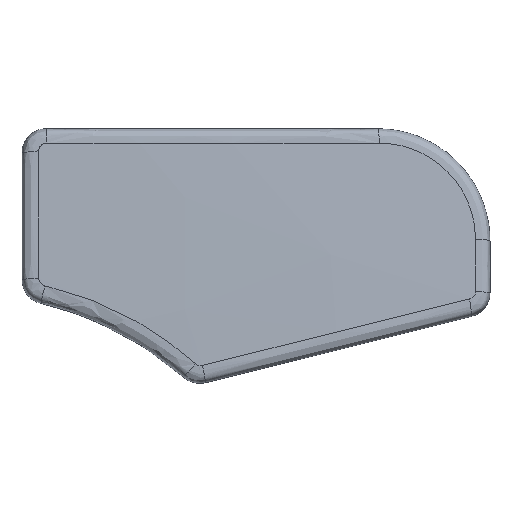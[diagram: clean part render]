
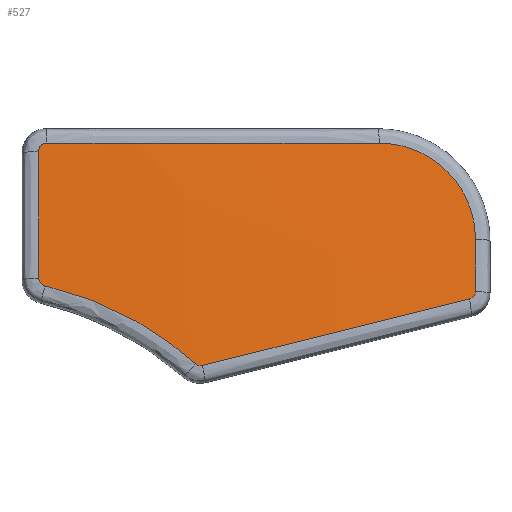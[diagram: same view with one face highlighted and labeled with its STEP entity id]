
A CAD part, top view. The second image highlights one B-rep face of the part: STEP entity #527.
In plain terms, the highlighted spherical face has radius 350 mm.
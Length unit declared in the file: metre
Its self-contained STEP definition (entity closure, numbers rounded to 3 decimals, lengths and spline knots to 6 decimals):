
#30=SPHERICAL_SURFACE('',#592,0.35);
#52=B_SPLINE_CURVE_WITH_KNOTS('',3,(#863,#864,#865,#866),.UNSPECIFIED.,
 .F.,.F.,(4,4),(0.,1.),.UNSPECIFIED.);
#53=B_SPLINE_CURVE_WITH_KNOTS('',3,(#869,#870,#871,#872),.UNSPECIFIED.,
 .F.,.F.,(4,4),(0.,1.),.UNSPECIFIED.);
#54=B_SPLINE_CURVE_WITH_KNOTS('',3,(#874,#875,#876,#877),.UNSPECIFIED.,
 .F.,.F.,(4,4),(0.,1.),.UNSPECIFIED.);
#55=B_SPLINE_CURVE_WITH_KNOTS('',3,(#879,#880,#881,#882),.UNSPECIFIED.,
 .F.,.F.,(4,4),(0.,1.),.UNSPECIFIED.);
#56=B_SPLINE_CURVE_WITH_KNOTS('',3,(#884,#885,#886,#887,#888,#889,#890),
 .UNSPECIFIED.,.F.,.F.,(4,1,1,1,4),(0.,0.25,0.5,0.75,1.),.UNSPECIFIED.);
#57=B_SPLINE_CURVE_WITH_KNOTS('',3,(#892,#893,#894,#895),.UNSPECIFIED.,
 .F.,.F.,(4,4),(0.,1.),.UNSPECIFIED.);
#58=B_SPLINE_CURVE_WITH_KNOTS('',3,(#897,#898,#899,#900),.UNSPECIFIED.,
 .F.,.F.,(4,4),(0.,1.),.UNSPECIFIED.);
#59=B_SPLINE_CURVE_WITH_KNOTS('',3,(#902,#903,#904,#905),.UNSPECIFIED.,
 .F.,.F.,(4,4),(0.,1.),.UNSPECIFIED.);
#60=B_SPLINE_CURVE_WITH_KNOTS('',3,(#907,#908,#909,#910),.UNSPECIFIED.,
 .F.,.F.,(4,4),(0.,1.),.UNSPECIFIED.);
#61=B_SPLINE_CURVE_WITH_KNOTS('',3,(#912,#913,#914,#915,#916,#917),
 .UNSPECIFIED.,.F.,.F.,(4,1,1,4),(0.,0.25,0.5,1.),.UNSPECIFIED.);
#142=ORIENTED_EDGE('',*,*,#284,.T.);
#143=ORIENTED_EDGE('',*,*,#285,.T.);
#144=ORIENTED_EDGE('',*,*,#286,.T.);
#145=ORIENTED_EDGE('',*,*,#287,.T.);
#146=ORIENTED_EDGE('',*,*,#288,.T.);
#147=ORIENTED_EDGE('',*,*,#289,.T.);
#148=ORIENTED_EDGE('',*,*,#290,.T.);
#149=ORIENTED_EDGE('',*,*,#291,.T.);
#150=ORIENTED_EDGE('',*,*,#292,.T.);
#151=ORIENTED_EDGE('',*,*,#293,.T.);
#284=EDGE_CURVE('',#350,#351,#52,.T.);
#285=EDGE_CURVE('',#351,#352,#53,.T.);
#286=EDGE_CURVE('',#352,#353,#54,.T.);
#287=EDGE_CURVE('',#353,#354,#55,.T.);
#288=EDGE_CURVE('',#354,#355,#56,.T.);
#289=EDGE_CURVE('',#355,#356,#57,.T.);
#290=EDGE_CURVE('',#356,#357,#58,.T.);
#291=EDGE_CURVE('',#357,#358,#59,.T.);
#292=EDGE_CURVE('',#358,#359,#60,.T.);
#293=EDGE_CURVE('',#359,#350,#61,.T.);
#350=VERTEX_POINT('',#867);
#351=VERTEX_POINT('',#868);
#352=VERTEX_POINT('',#873);
#353=VERTEX_POINT('',#878);
#354=VERTEX_POINT('',#883);
#355=VERTEX_POINT('',#891);
#356=VERTEX_POINT('',#896);
#357=VERTEX_POINT('',#901);
#358=VERTEX_POINT('',#906);
#359=VERTEX_POINT('',#911);
#433=EDGE_LOOP('',(#142,#143,#144,#145,#146,#147,#148,#149,#150,#151));
#477=FACE_BOUND('',#433,.T.);
#527=ADVANCED_FACE('',(#477),#30,.T.);
#592=AXIS2_PLACEMENT_3D('',#862,#683,#684);
#683=DIRECTION('',(1.,0.,0.));
#684=DIRECTION('',(0.,0.,1.));
#862=CARTESIAN_POINT('',(0.038795,-0.00334,-0.312661));
#863=CARTESIAN_POINT('',(0.058615,0.019551,0.036027));
#864=CARTESIAN_POINT('',(0.058789,0.019395,0.036027));
#865=CARTESIAN_POINT('',(0.059028,0.019336,0.036017));
#866=CARTESIAN_POINT('',(0.059255,0.019392,0.036));
#867=CARTESIAN_POINT('',(0.058615,0.019551,0.036027));
#868=CARTESIAN_POINT('',(0.059255,0.019392,0.036));
#869=CARTESIAN_POINT('',(0.059255,0.019392,0.036));
#870=CARTESIAN_POINT('',(0.067856,0.021537,0.035356));
#871=CARTESIAN_POINT('',(0.075928,0.023549,0.034412));
#872=CARTESIAN_POINT('',(0.083461,0.025428,0.033283));
#873=CARTESIAN_POINT('',(0.083461,0.025428,0.033283));
#874=CARTESIAN_POINT('',(0.083461,0.025428,0.033283));
#875=CARTESIAN_POINT('',(0.083773,0.025505,0.033237));
#876=CARTESIAN_POINT('',(0.083994,0.025786,0.033184));
#877=CARTESIAN_POINT('',(0.083994,0.02611,0.033157));
#878=CARTESIAN_POINT('',(0.083994,0.02611,0.033157));
#879=CARTESIAN_POINT('',(0.083994,0.02611,0.033157));
#880=CARTESIAN_POINT('',(0.083994,0.027676,0.033023));
#881=CARTESIAN_POINT('',(0.083994,0.029242,0.032879));
#882=CARTESIAN_POINT('',(0.083994,0.030806,0.032725));
#883=CARTESIAN_POINT('',(0.083994,0.030806,0.032725));
#884=CARTESIAN_POINT('',(0.083994,0.030806,0.032725));
#885=CARTESIAN_POINT('',(0.083994,0.031965,0.03261));
#886=CARTESIAN_POINT('',(0.083536,0.034236,0.032434));
#887=CARTESIAN_POINT('',(0.081594,0.03715,0.032351));
#888=CARTESIAN_POINT('',(0.078674,0.039091,0.032467));
#889=CARTESIAN_POINT('',(0.07641,0.039544,0.032661));
#890=CARTESIAN_POINT('',(0.075256,0.039544,0.032783));
#891=CARTESIAN_POINT('',(0.075256,0.039544,0.032783));
#892=CARTESIAN_POINT('',(0.075256,0.039544,0.032783));
#893=CARTESIAN_POINT('',(0.06529,0.039544,0.033835));
#894=CARTESIAN_POINT('',(0.055235,0.039544,0.03446));
#895=CARTESIAN_POINT('',(0.045127,0.039544,0.034644));
#896=CARTESIAN_POINT('',(0.045127,0.039544,0.034644));
#897=CARTESIAN_POINT('',(0.045127,0.039544,0.034644));
#898=CARTESIAN_POINT('',(0.044738,0.039544,0.034651));
#899=CARTESIAN_POINT('',(0.044424,0.039228,0.034696));
#900=CARTESIAN_POINT('',(0.044424,0.038841,0.034743));
#901=CARTESIAN_POINT('',(0.044424,0.038841,0.034743));
#902=CARTESIAN_POINT('',(0.044424,0.038841,0.034743));
#903=CARTESIAN_POINT('',(0.044424,0.035003,0.035209));
#904=CARTESIAN_POINT('',(0.044424,0.031158,0.035611));
#905=CARTESIAN_POINT('',(0.044424,0.027308,0.035949));
#906=CARTESIAN_POINT('',(0.044424,0.027308,0.035949));
#907=CARTESIAN_POINT('',(0.044424,0.027308,0.035949));
#908=CARTESIAN_POINT('',(0.044424,0.026981,0.035978));
#909=CARTESIAN_POINT('',(0.04465,0.026696,0.035999));
#910=CARTESIAN_POINT('',(0.04497,0.026623,0.036));
#911=CARTESIAN_POINT('',(0.04497,0.026623,0.036));
#912=CARTESIAN_POINT('',(0.04497,0.026623,0.036));
#913=CARTESIAN_POINT('',(0.046242,0.026331,0.036002));
#914=CARTESIAN_POINT('',(0.048725,0.025595,0.036007));
#915=CARTESIAN_POINT('',(0.053508,0.023479,0.036017));
#916=CARTESIAN_POINT('',(0.056683,0.021283,0.036023));
#917=CARTESIAN_POINT('',(0.058615,0.019551,0.036027));
